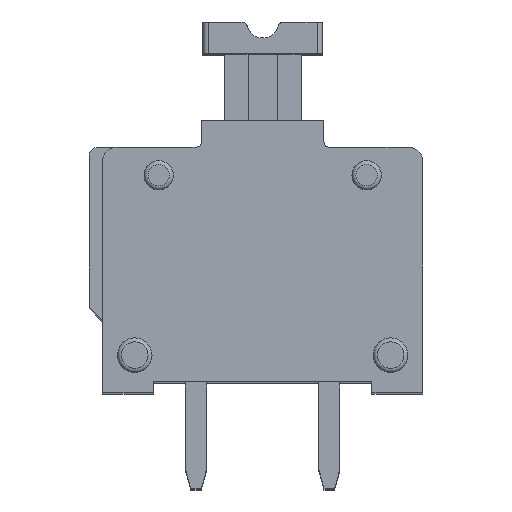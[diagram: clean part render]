
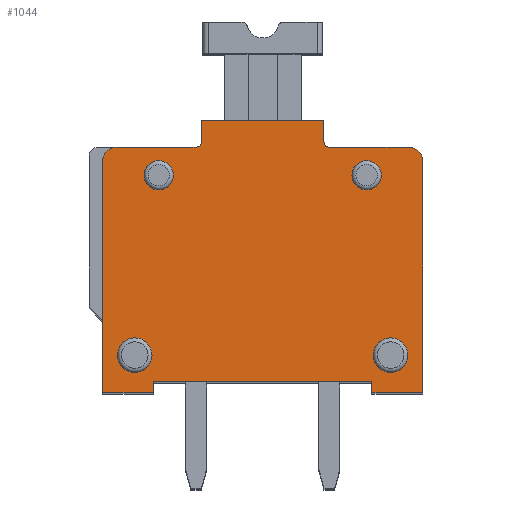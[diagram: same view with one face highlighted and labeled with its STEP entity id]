
A CAD part, top view. The second image highlights one B-rep face of the part: STEP entity #1044.
In plain terms, the highlighted planar face has unit normal (0, 0, 1).
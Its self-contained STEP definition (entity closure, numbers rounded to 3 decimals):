
#1044 = ADVANCED_FACE( '', ( #2155, #2156, #2157, #2158, #2159 ), #2160, .T. );
#2155 = FACE_OUTER_BOUND( '', #3321, .T. );
#2156 = FACE_BOUND( '', #3322, .T. );
#2157 = FACE_BOUND( '', #3323, .T. );
#2158 = FACE_BOUND( '', #3324, .T. );
#2159 = FACE_BOUND( '', #3325, .T. );
#2160 = PLANE( '', #3326 );
#3321 = EDGE_LOOP( '', ( #6259, #6260, #6261, #6262, #6263, #6264, #6265, #6266, #6267, #6268, #6269, #6270, #6271, #6272, #6273, #6274 ) );
#3322 = EDGE_LOOP( '', ( #6275 ) );
#3323 = EDGE_LOOP( '', ( #6276 ) );
#3324 = EDGE_LOOP( '', ( #6277 ) );
#3325 = EDGE_LOOP( '', ( #6278 ) );
#3326 = AXIS2_PLACEMENT_3D( '', #6279, #6280, #6281 );
#6259 = ORIENTED_EDGE( '', *, *, #7948, .T. );
#6260 = ORIENTED_EDGE( '', *, *, #8068, .T. );
#6261 = ORIENTED_EDGE( '', *, *, #7064, .F. );
#6262 = ORIENTED_EDGE( '', *, *, #7820, .F. );
#6263 = ORIENTED_EDGE( '', *, *, #7855, .F. );
#6264 = ORIENTED_EDGE( '', *, *, #7971, .T. );
#6265 = ORIENTED_EDGE( '', *, *, #8027, .F. );
#6266 = ORIENTED_EDGE( '', *, *, #7859, .F. );
#6267 = ORIENTED_EDGE( '', *, *, #7629, .T. );
#6268 = ORIENTED_EDGE( '', *, *, #7431, .T. );
#6269 = ORIENTED_EDGE( '', *, *, #7959, .T. );
#6270 = ORIENTED_EDGE( '', *, *, #8073, .T. );
#6271 = ORIENTED_EDGE( '', *, *, #7997, .T. );
#6272 = ORIENTED_EDGE( '', *, *, #8074, .F. );
#6273 = ORIENTED_EDGE( '', *, *, #7531, .T. );
#6274 = ORIENTED_EDGE( '', *, *, #7728, .F. );
#6275 = ORIENTED_EDGE( '', *, *, #8029, .F. );
#6276 = ORIENTED_EDGE( '', *, *, #7943, .F. );
#6277 = ORIENTED_EDGE( '', *, *, #8075, .F. );
#6278 = ORIENTED_EDGE( '', *, *, #7868, .F. );
#6279 = CARTESIAN_POINT( '', ( 5.954, 7.756, 3.5 ) );
#6280 = DIRECTION( '', ( 0., 0., 1. ) );
#6281 = DIRECTION( '', ( 1., 0., 0. ) );
#7064 = EDGE_CURVE( '', #8514, #8516, #8517, .T. );
#7431 = EDGE_CURVE( '', #9122, #9120, #9123, .T. );
#7531 = EDGE_CURVE( '', #9282, #9279, #9283, .T. );
#7629 = EDGE_CURVE( '', #9425, #9122, #9426, .T. );
#7728 = EDGE_CURVE( '', #9552, #9279, #9555, .T. );
#7820 = EDGE_CURVE( '', #9678, #8514, #9680, .T. );
#7855 = EDGE_CURVE( '', #9722, #9678, #9724, .T. );
#7859 = EDGE_CURVE( '', #9425, #9728, #9729, .T. );
#7868 = EDGE_CURVE( '', #9739, #9739, #9740, .T. );
#7943 = EDGE_CURVE( '', #9831, #9831, #9832, .T. );
#7948 = EDGE_CURVE( '', #9552, #9836, #9838, .T. );
#7959 = EDGE_CURVE( '', #9120, #9850, #9852, .T. );
#7971 = EDGE_CURVE( '', #9722, #9866, #9868, .T. );
#7997 = EDGE_CURVE( '', #9899, #9897, #9900, .T. );
#8027 = EDGE_CURVE( '', #9728, #9866, #9932, .T. );
#8029 = EDGE_CURVE( '', #9934, #9934, #9935, .T. );
#8068 = EDGE_CURVE( '', #9836, #8516, #9979, .T. );
#8073 = EDGE_CURVE( '', #9850, #9899, #9985, .T. );
#8074 = EDGE_CURVE( '', #9282, #9897, #9986, .T. );
#8075 = EDGE_CURVE( '', #9987, #9987, #9988, .T. );
#8514 = VERTEX_POINT( '', #10614 );
#8516 = VERTEX_POINT( '', #10617 );
#8517 = LINE( '', #10618, #10619 );
#9120 = VERTEX_POINT( '', #11470 );
#9122 = VERTEX_POINT( '', #11473 );
#9123 = CIRCLE( '', #11474, 0.2 );
#9279 = VERTEX_POINT( '', #11698 );
#9282 = VERTEX_POINT( '', #11702 );
#9283 = LINE( '', #11703, #11704 );
#9425 = VERTEX_POINT( '', #11948 );
#9426 = LINE( '', #11949, #11950 );
#9552 = VERTEX_POINT( '', #12123 );
#9555 = CIRCLE( '', #12127, 0.5 );
#9678 = VERTEX_POINT( '', #12348 );
#9680 = LINE( '', #12351, #12352 );
#9722 = VERTEX_POINT( '', #12411 );
#9724 = LINE( '', #12414, #12415 );
#9728 = VERTEX_POINT( '', #12420 );
#9729 = CIRCLE( '', #12421, 0.5 );
#9739 = VERTEX_POINT( '', #12435 );
#9740 = CIRCLE( '', #12436, 0.55 );
#9831 = VERTEX_POINT( '', #12559 );
#9832 = CIRCLE( '', #12560, 0.55 );
#9836 = VERTEX_POINT( '', #12582 );
#9838 = LINE( '', #12585, #12586 );
#9850 = VERTEX_POINT( '', #12602 );
#9852 = LINE( '', #12605, #12606 );
#9866 = VERTEX_POINT( '', #12624 );
#9868 = LINE( '', #12627, #12628 );
#9897 = VERTEX_POINT( '', #12667 );
#9899 = VERTEX_POINT( '', #12670 );
#9900 = LINE( '', #12671, #12672 );
#9932 = LINE( '', #12721, #12722 );
#9934 = VERTEX_POINT( '', #12724 );
#9935 = CIRCLE( '', #12725, 0.65 );
#9979 = LINE( '', #12788, #12789 );
#9985 = LINE( '', #12796, #12797 );
#9986 = CIRCLE( '', #12798, 0.2 );
#9987 = VERTEX_POINT( '', #12799 );
#9988 = CIRCLE( '', #12800, 0.65 );
#10614 = CARTESIAN_POINT( '', ( 1.9, 0.4, 3.5 ) );
#10617 = CARTESIAN_POINT( '', ( 1.9, 0., 3.5 ) );
#10618 = CARTESIAN_POINT( '', ( 1.9, 7.285, 3.5 ) );
#10619 = VECTOR( '', #13156, 1000. );
#11470 = CARTESIAN_POINT( '', ( 8.3, 9.4, 3.5 ) );
#11473 = CARTESIAN_POINT( '', ( 8.5, 9.2, 3.5 ) );
#11474 = AXIS2_PLACEMENT_3D( '', #13565, #13566, #13567 );
#11698 = CARTESIAN_POINT( '', ( 0.5, 9.2, 3.5 ) );
#11702 = CARTESIAN_POINT( '', ( 3.5, 9.2, 3.5 ) );
#11703 = CARTESIAN_POINT( '', ( 7.771, 9.2, 3.5 ) );
#11704 = VECTOR( '', #13676, 1000. );
#11948 = CARTESIAN_POINT( '', ( 11.5, 9.2, 3.5 ) );
#11949 = CARTESIAN_POINT( '', ( 7.771, 9.2, 3.5 ) );
#11950 = VECTOR( '', #13776, 1000. );
#12123 = CARTESIAN_POINT( '', ( 0., 8.7, 3.5 ) );
#12127 = AXIS2_PLACEMENT_3D( '', #13876, #13877, #13878 );
#12348 = CARTESIAN_POINT( '', ( 10.1, 0.4, 3.5 ) );
#12351 = CARTESIAN_POINT( '', ( 7.771, 0.4, 3.5 ) );
#12352 = VECTOR( '', #13960, 1000. );
#12411 = CARTESIAN_POINT( '', ( 10.1, 0., 3.5 ) );
#12414 = CARTESIAN_POINT( '', ( 10.1, 7.285, 3.5 ) );
#12415 = VECTOR( '', #14000, 1000. );
#12420 = CARTESIAN_POINT( '', ( 12., 8.7, 3.5 ) );
#12421 = AXIS2_PLACEMENT_3D( '', #14002, #14003, #14004 );
#12435 = CARTESIAN_POINT( '', ( 10.45, 8.15, 3.5 ) );
#12436 = AXIS2_PLACEMENT_3D( '', #14012, #14013, #14014 );
#12559 = CARTESIAN_POINT( '', ( 2.65, 8.15, 3.5 ) );
#12560 = AXIS2_PLACEMENT_3D( '', #14077, #14078, #14079 );
#12582 = CARTESIAN_POINT( '', ( 0., 0., 3.5 ) );
#12585 = CARTESIAN_POINT( '', ( 0., 7.285, 3.5 ) );
#12586 = VECTOR( '', #14081, 1000. );
#12602 = CARTESIAN_POINT( '', ( 8.3, 10.2, 3.5 ) );
#12605 = CARTESIAN_POINT( '', ( 8.3, 7.285, 3.5 ) );
#12606 = VECTOR( '', #14090, 1000. );
#12624 = CARTESIAN_POINT( '', ( 12., 0., 3.5 ) );
#12627 = CARTESIAN_POINT( '', ( 7.771, 0., 3.5 ) );
#12628 = VECTOR( '', #14102, 1000. );
#12667 = CARTESIAN_POINT( '', ( 3.7, 9.4, 3.5 ) );
#12670 = CARTESIAN_POINT( '', ( 3.7, 10.2, 3.5 ) );
#12671 = CARTESIAN_POINT( '', ( 3.7, 7.285, 3.5 ) );
#12672 = VECTOR( '', #14123, 1000. );
#12721 = CARTESIAN_POINT( '', ( 12., 7.285, 3.5 ) );
#12722 = VECTOR( '', #14144, 1000. );
#12724 = CARTESIAN_POINT( '', ( 1.85, 1.4, 3.5 ) );
#12725 = AXIS2_PLACEMENT_3D( '', #14145, #14146, #14147 );
#12788 = CARTESIAN_POINT( '', ( 7.771, 0., 3.5 ) );
#12789 = VECTOR( '', #14182, 1000. );
#12796 = CARTESIAN_POINT( '', ( 7.771, 10.2, 3.5 ) );
#12797 = VECTOR( '', #14187, 1000. );
#12798 = AXIS2_PLACEMENT_3D( '', #14188, #14189, #14190 );
#12799 = CARTESIAN_POINT( '', ( 11.45, 1.4, 3.5 ) );
#12800 = AXIS2_PLACEMENT_3D( '', #14191, #14192, #14193 );
#13156 = DIRECTION( '', ( 0., -1., 0. ) );
#13565 = CARTESIAN_POINT( '', ( 8.5, 9.4, 3.5 ) );
#13566 = DIRECTION( '', ( 0., 0., -1. ) );
#13567 = DIRECTION( '', ( -1., 0., 0. ) );
#13676 = DIRECTION( '', ( -1., 0., 0. ) );
#13776 = DIRECTION( '', ( -1., 0., 0. ) );
#13876 = CARTESIAN_POINT( '', ( 0.5, 8.7, 3.5 ) );
#13877 = DIRECTION( '', ( 0., 0., -1. ) );
#13878 = DIRECTION( '', ( -1., 0., 0. ) );
#13960 = DIRECTION( '', ( -1., 0., 0. ) );
#14000 = DIRECTION( '', ( 0., 1., 0. ) );
#14002 = CARTESIAN_POINT( '', ( 11.5, 8.7, 3.5 ) );
#14003 = DIRECTION( '', ( 0., 0., -1. ) );
#14004 = DIRECTION( '', ( -1., 0., 0. ) );
#14012 = CARTESIAN_POINT( '', ( 9.9, 8.15, 3.5 ) );
#14013 = DIRECTION( '', ( 0., 0., 1. ) );
#14014 = DIRECTION( '', ( 1., 0., 0. ) );
#14077 = CARTESIAN_POINT( '', ( 2.1, 8.15, 3.5 ) );
#14078 = DIRECTION( '', ( 0., 0., 1. ) );
#14079 = DIRECTION( '', ( 1., 0., 0. ) );
#14081 = DIRECTION( '', ( 0., -1., 0. ) );
#14090 = DIRECTION( '', ( 0., 1., 0. ) );
#14102 = DIRECTION( '', ( 1., 0., 0. ) );
#14123 = DIRECTION( '', ( 0., -1., 0. ) );
#14144 = DIRECTION( '', ( 0., -1., 0. ) );
#14145 = CARTESIAN_POINT( '', ( 1.2, 1.4, 3.5 ) );
#14146 = DIRECTION( '', ( 0., 0., 1. ) );
#14147 = DIRECTION( '', ( 1., 0., 0. ) );
#14182 = DIRECTION( '', ( 1., 0., 0. ) );
#14187 = DIRECTION( '', ( -1., 0., 0. ) );
#14188 = CARTESIAN_POINT( '', ( 3.5, 9.4, 3.5 ) );
#14189 = DIRECTION( '', ( 0., 0., 1. ) );
#14190 = DIRECTION( '', ( 1., 0., 0. ) );
#14191 = CARTESIAN_POINT( '', ( 10.8, 1.4, 3.5 ) );
#14192 = DIRECTION( '', ( 0., 0., 1. ) );
#14193 = DIRECTION( '', ( 1., 0., 0. ) );
